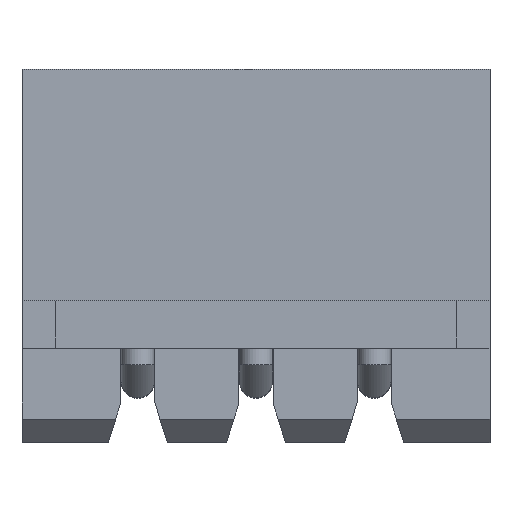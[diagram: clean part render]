
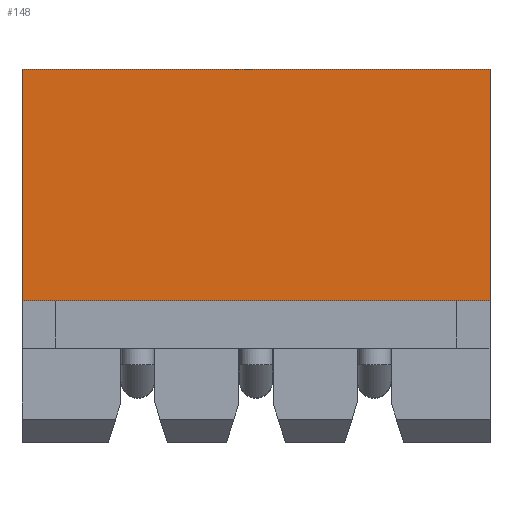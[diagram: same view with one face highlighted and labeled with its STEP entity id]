
A CAD part, top view. The second image highlights one B-rep face of the part: STEP entity #148.
In plain terms, the highlighted planar face has unit normal (0, 0, 1).
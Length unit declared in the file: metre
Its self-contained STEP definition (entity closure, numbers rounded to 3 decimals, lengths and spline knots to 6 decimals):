
#148 = ADVANCED_FACE( '', ( #373 ), #374, .T. );
#373 = FACE_OUTER_BOUND( '', #1012, .T. );
#374 = PLANE( '', #1013 );
#1012 = EDGE_LOOP( '', ( #1771, #1772, #1773, #1774 ) );
#1013 = AXIS2_PLACEMENT_3D( '', #1775, #1776, #1777 );
#1771 = ORIENTED_EDGE( '', *, *, #2086, .T. );
#1772 = ORIENTED_EDGE( '', *, *, #1858, .F. );
#1773 = ORIENTED_EDGE( '', *, *, #1954, .F. );
#1774 = ORIENTED_EDGE( '', *, *, #1889, .T. );
#1775 = CARTESIAN_POINT( '', ( -0.00495, -0.00295, 0.00245 ) );
#1776 = DIRECTION( '', ( 0., 0., 1. ) );
#1777 = DIRECTION( '', ( 1., 0., 0. ) );
#1858 = EDGE_CURVE( '', #2138, #2140, #2141, .T. );
#1889 = EDGE_CURVE( '', #2199, #2197, #2200, .T. );
#1954 = EDGE_CURVE( '', #2199, #2138, #2313, .T. );
#2086 = EDGE_CURVE( '', #2197, #2140, #2514, .T. );
#2138 = VERTEX_POINT( '', #2586 );
#2140 = VERTEX_POINT( '', #2589 );
#2141 = LINE( '', #2590, #2591 );
#2197 = VERTEX_POINT( '', #2670 );
#2199 = VERTEX_POINT( '', #2673 );
#2200 = LINE( '', #2674, #2675 );
#2313 = LINE( '', #2834, #2835 );
#2514 = LINE( '', #3148, #3149 );
#2586 = CARTESIAN_POINT( '', ( -0.00495, 0.00295, 0.00245 ) );
#2589 = CARTESIAN_POINT( '', ( 0.00495, 0.00295, 0.00245 ) );
#2590 = CARTESIAN_POINT( '', ( -0.00495, 0.00295, 0.00245 ) );
#2591 = VECTOR( '', #3193, 1. );
#2670 = CARTESIAN_POINT( '', ( 0.00495, -0.00195, 0.00245 ) );
#2673 = CARTESIAN_POINT( '', ( -0.00495, -0.00195, 0.00245 ) );
#2674 = CARTESIAN_POINT( '', ( -0.00495, -0.00195, 0.00245 ) );
#2675 = VECTOR( '', #3236, 1. );
#2834 = CARTESIAN_POINT( '', ( -0.00495, -0.00195, 0.00245 ) );
#2835 = VECTOR( '', #3335, 1. );
#3148 = CARTESIAN_POINT( '', ( 0.00495, -0.00195, 0.00245 ) );
#3149 = VECTOR( '', #3505, 1. );
#3193 = DIRECTION( '', ( 1., 0., 0. ) );
#3236 = DIRECTION( '', ( 1., 0., 0. ) );
#3335 = DIRECTION( '', ( 0., 1., 0. ) );
#3505 = DIRECTION( '', ( 0., 1., 0. ) );
